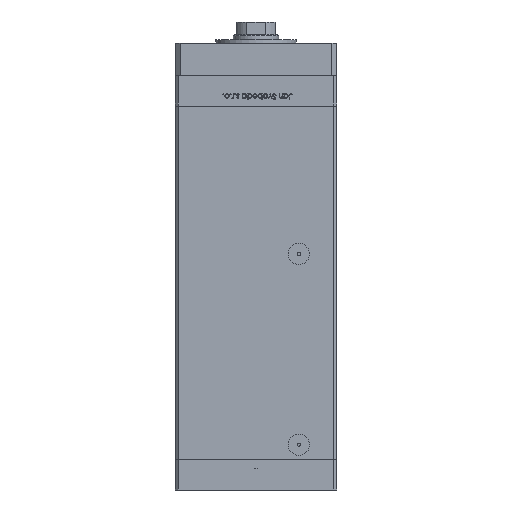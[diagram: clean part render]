
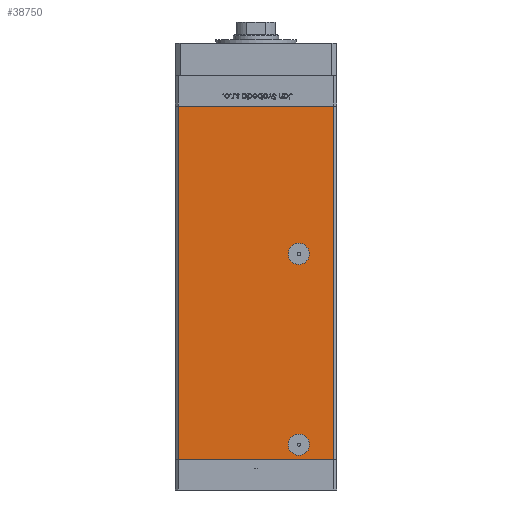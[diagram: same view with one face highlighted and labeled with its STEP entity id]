
A CAD part, front view. The second image highlights one B-rep face of the part: STEP entity #38750.
In plain terms, the highlighted planar face has unit normal (0, -1, 0).
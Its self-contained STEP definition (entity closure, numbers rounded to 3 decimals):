
#1684 = CARTESIAN_POINT ( 'NONE',  ( 26.5, -43.5, 133.58 ) ) ;
#1875 = DIRECTION ( 'NONE',  ( 0., 1., 0. ) ) ;
#2576 = CARTESIAN_POINT ( 'NONE',  ( -48., -43.5, 0. ) ) ;
#4694 = EDGE_LOOP ( 'NONE', ( #42600, #34225, #14782, #25362 ) ) ;
#4706 = LINE ( 'NONE', #38228, #21205 ) ;
#5140 = EDGE_CURVE ( 'NONE', #29236, #39467, #34754, .T. ) ;
#5155 = FACE_BOUND ( 'NONE', #8684, .T. ) ;
#6502 = CARTESIAN_POINT ( 'NONE',  ( 26.5, -43.5, 2.42 ) ) ;
#7420 = ORIENTED_EDGE ( 'NONE', *, *, #5140, .T. ) ;
#7762 = DIRECTION ( 'NONE',  ( 1., 0., 0. ) ) ;
#8684 = EDGE_LOOP ( 'NONE', ( #32461, #7420 ) ) ;
#9822 = VERTEX_POINT ( 'NONE', #21536 ) ;
#10970 = EDGE_LOOP ( 'NONE', ( #25423, #12754 ) ) ;
#12077 = CARTESIAN_POINT ( 'NONE',  ( 26.5, -43.5, 9. ) ) ;
#12625 = CARTESIAN_POINT ( 'NONE',  ( -48., -43.5, 218.5 ) ) ;
#12754 = ORIENTED_EDGE ( 'NONE', *, *, #42394, .F. ) ;
#13255 = VERTEX_POINT ( 'NONE', #25613 ) ;
#14782 = ORIENTED_EDGE ( 'NONE', *, *, #49639, .F. ) ;
#15322 = CARTESIAN_POINT ( 'NONE',  ( 26.5, -43.5, 15.58 ) ) ;
#16920 = VERTEX_POINT ( 'NONE', #27800 ) ;
#17103 = VERTEX_POINT ( 'NONE', #6502 ) ;
#18027 = DIRECTION ( 'NONE',  ( 0., 1., 0. ) ) ;
#18321 = DIRECTION ( 'NONE',  ( 0., 0., -1. ) ) ;
#18774 = FACE_OUTER_BOUND ( 'NONE', #4694, .T. ) ;
#20714 = VERTEX_POINT ( 'NONE', #15322 ) ;
#21205 = VECTOR ( 'NONE', #18321, 1000. ) ;
#21311 = LINE ( 'NONE', #12625, #53068 ) ;
#21473 = AXIS2_PLACEMENT_3D ( 'NONE', #33024, #24823, #37379 ) ;
#21536 = CARTESIAN_POINT ( 'NONE',  ( -48., -43.5, 218.5 ) ) ;
#23961 = AXIS2_PLACEMENT_3D ( 'NONE', #35409, #1875, #43050 ) ;
#24823 = DIRECTION ( 'NONE',  ( 0., -1., 0. ) ) ;
#25362 = ORIENTED_EDGE ( 'NONE', *, *, #51448, .T. ) ;
#25423 = ORIENTED_EDGE ( 'NONE', *, *, #28222, .F. ) ;
#25613 = CARTESIAN_POINT ( 'NONE',  ( -48., -43.5, 0. ) ) ;
#26117 = AXIS2_PLACEMENT_3D ( 'NONE', #32676, #50383, #41923 ) ;
#26584 = DIRECTION ( 'NONE',  ( 1., 0., 0. ) ) ;
#27800 = CARTESIAN_POINT ( 'NONE',  ( 48., -43.5, 218.5 ) ) ;
#28222 = EDGE_CURVE ( 'NONE', #17103, #20714, #52540, .T. ) ;
#28682 = DIRECTION ( 'NONE',  ( 0., -1., 0. ) ) ;
#29236 = VERTEX_POINT ( 'NONE', #1684 ) ;
#29253 = EDGE_CURVE ( 'NONE', #16920, #51870, #4706, .T. ) ;
#29967 = PLANE ( 'NONE',  #23961 ) ;
#31103 = CARTESIAN_POINT ( 'NONE',  ( 26.5, -43.5, 127. ) ) ;
#32315 = CARTESIAN_POINT ( 'NONE',  ( -48., -43.5, 218.5 ) ) ;
#32461 = ORIENTED_EDGE ( 'NONE', *, *, #52821, .T. ) ;
#32676 = CARTESIAN_POINT ( 'NONE',  ( 26.5, -43.5, 127. ) ) ;
#33024 = CARTESIAN_POINT ( 'NONE',  ( 26.5, -43.5, 9. ) ) ;
#33065 = DIRECTION ( 'NONE',  ( 0., 0., -1. ) ) ;
#34225 = ORIENTED_EDGE ( 'NONE', *, *, #29253, .F. ) ;
#34754 = CIRCLE ( 'NONE', #52148, 6.58 ) ;
#34938 = DIRECTION ( 'NONE',  ( 0., 0., -1. ) ) ;
#35409 = CARTESIAN_POINT ( 'NONE',  ( -48., -43.5, 218.5 ) ) ;
#36162 = CARTESIAN_POINT ( 'NONE',  ( 48., -43.5, 0. ) ) ;
#37379 = DIRECTION ( 'NONE',  ( 0., 0., -1. ) ) ;
#38228 = CARTESIAN_POINT ( 'NONE',  ( 48., -43.5, 218.5 ) ) ;
#38750 = ADVANCED_FACE ( 'NONE', ( #47399, #18774, #5155 ), #29967, .F. ) ;
#39467 = VERTEX_POINT ( 'NONE', #46664 ) ;
#41479 = CIRCLE ( 'NONE', #21473, 6.58 ) ;
#41923 = DIRECTION ( 'NONE',  ( 0., 0., -1. ) ) ;
#42394 = EDGE_CURVE ( 'NONE', #20714, #17103, #41479, .T. ) ;
#42584 = VECTOR ( 'NONE', #7762, 1000. ) ;
#42600 = ORIENTED_EDGE ( 'NONE', *, *, #47790, .T. ) ;
#43050 = DIRECTION ( 'NONE',  ( 0., 0., 1. ) ) ;
#45115 = LINE ( 'NONE', #32315, #42584 ) ;
#45323 = DIRECTION ( 'NONE',  ( 0., 0., -1. ) ) ;
#46125 = CIRCLE ( 'NONE', #26117, 6.58 ) ;
#46664 = CARTESIAN_POINT ( 'NONE',  ( 26.5, -43.5, 120.42 ) ) ;
#47399 = FACE_BOUND ( 'NONE', #10970, .T. ) ;
#47790 = EDGE_CURVE ( 'NONE', #13255, #51870, #51688, .T. ) ;
#49639 = EDGE_CURVE ( 'NONE', #9822, #16920, #45115, .T. ) ;
#50332 = VECTOR ( 'NONE', #26584, 1000. ) ;
#50383 = DIRECTION ( 'NONE',  ( 0., 1., 0. ) ) ;
#50779 = AXIS2_PLACEMENT_3D ( 'NONE', #12077, #28682, #45323 ) ;
#51448 = EDGE_CURVE ( 'NONE', #9822, #13255, #21311, .T. ) ;
#51688 = LINE ( 'NONE', #2576, #50332 ) ;
#51870 = VERTEX_POINT ( 'NONE', #36162 ) ;
#52148 = AXIS2_PLACEMENT_3D ( 'NONE', #31103, #18027, #34938 ) ;
#52540 = CIRCLE ( 'NONE', #50779, 6.58 ) ;
#52821 = EDGE_CURVE ( 'NONE', #39467, #29236, #46125, .T. ) ;
#53068 = VECTOR ( 'NONE', #33065, 1000. ) ;
